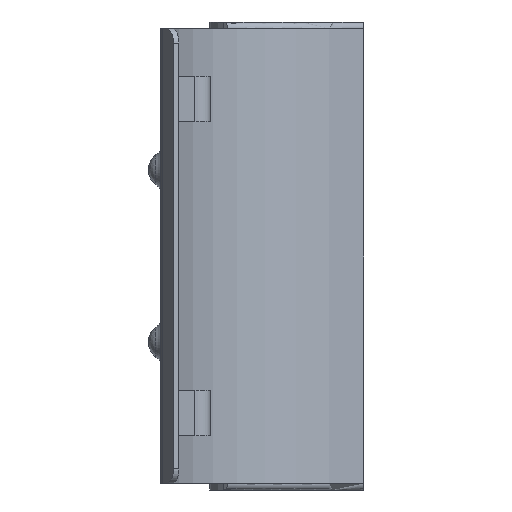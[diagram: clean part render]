
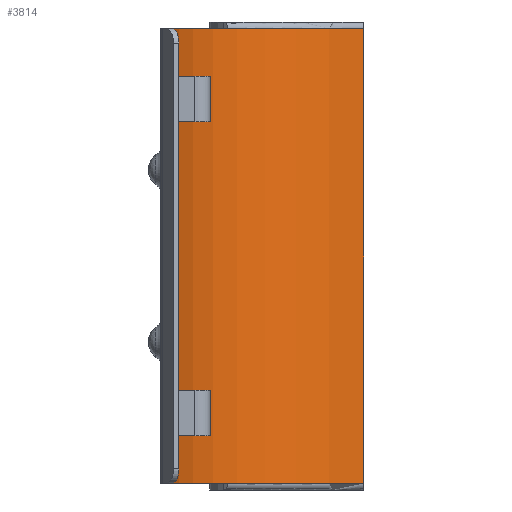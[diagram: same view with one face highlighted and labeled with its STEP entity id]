
A CAD part, left-side view. The second image highlights one B-rep face of the part: STEP entity #3814.
In plain terms, the highlighted cylindrical face has radius 38.8 mm (diameter 77.6 mm), a partial arc.
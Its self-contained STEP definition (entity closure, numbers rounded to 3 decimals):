
#82 = ORIENTED_EDGE ( 'NONE', *, *, #4040, .T. ) ;
#439 = EDGE_CURVE ( 'NONE', #895, #2954, #465, .T. ) ;
#465 = CIRCLE ( 'NONE', #3341, 38.8 ) ;
#541 = DIRECTION ( 'NONE',  ( 1., 0., 0. ) ) ;
#767 = ORIENTED_EDGE ( 'NONE', *, *, #439, .T. ) ;
#895 = VERTEX_POINT ( 'NONE', #3777 ) ;
#1154 = EDGE_CURVE ( 'NONE', #2113, #1952, #4108, .T. ) ;
#1254 = FACE_OUTER_BOUND ( 'NONE', #2638, .T. ) ;
#1370 = CARTESIAN_POINT ( 'NONE',  ( 180.134, -37.499, 45. ) ) ;
#1419 = VECTOR ( 'NONE', #4499, 1000. ) ;
#1658 = DIRECTION ( 'NONE',  ( 0., 0., -1. ) ) ;
#1690 = AXIS2_PLACEMENT_3D ( 'NONE', #2436, #1658, #3243 ) ;
#1828 = CARTESIAN_POINT ( 'NONE',  ( 141.334, -37.499, -44.9 ) ) ;
#1854 = AXIS2_PLACEMENT_3D ( 'NONE', #2859, #2516, #541 ) ;
#1865 = CARTESIAN_POINT ( 'NONE',  ( 141.334, 1.301, 45. ) ) ;
#1922 = CARTESIAN_POINT ( 'NONE',  ( 180.134, -37.499, 44.9 ) ) ;
#1936 = CARTESIAN_POINT ( 'NONE',  ( 180.134, -37.499, -44.9 ) ) ;
#1952 = VERTEX_POINT ( 'NONE', #3403 ) ;
#2113 = VERTEX_POINT ( 'NONE', #1922 ) ;
#2186 = DIRECTION ( 'NONE',  ( 0., 0., -1. ) ) ;
#2436 = CARTESIAN_POINT ( 'NONE',  ( 141.334, -37.499, 45. ) ) ;
#2516 = DIRECTION ( 'NONE',  ( 0., 0., 1. ) ) ;
#2588 = DIRECTION ( 'NONE',  ( 0., 0., -1. ) ) ;
#2638 = EDGE_LOOP ( 'NONE', ( #82, #767, #3608, #3619 ) ) ;
#2859 = CARTESIAN_POINT ( 'NONE',  ( 141.334, -37.499, 44.9 ) ) ;
#2872 = LINE ( 'NONE', #1370, #1419 ) ;
#2954 = VERTEX_POINT ( 'NONE', #1936 ) ;
#3243 = DIRECTION ( 'NONE',  ( -1., 0., 0. ) ) ;
#3341 = AXIS2_PLACEMENT_3D ( 'NONE', #1828, #2186, #3754 ) ;
#3403 = CARTESIAN_POINT ( 'NONE',  ( 141.334, 1.301, 44.9 ) ) ;
#3608 = ORIENTED_EDGE ( 'NONE', *, *, #4340, .F. ) ;
#3619 = ORIENTED_EDGE ( 'NONE', *, *, #1154, .T. ) ;
#3754 = DIRECTION ( 'NONE',  ( -1., 0., 0. ) ) ;
#3777 = CARTESIAN_POINT ( 'NONE',  ( 141.334, 1.301, -44.9 ) ) ;
#3814 = ADVANCED_FACE ( 'NONE', ( #1254 ), #4430, .F. ) ;
#4040 = EDGE_CURVE ( 'NONE', #1952, #895, #4999, .T. ) ;
#4108 = CIRCLE ( 'NONE', #1854, 38.8 ) ;
#4340 = EDGE_CURVE ( 'NONE', #2113, #2954, #2872, .T. ) ;
#4430 = CYLINDRICAL_SURFACE ( 'NONE', #1690, 38.8 ) ;
#4499 = DIRECTION ( 'NONE',  ( 0., 0., -1. ) ) ;
#4502 = VECTOR ( 'NONE', #2588, 1000. ) ;
#4999 = LINE ( 'NONE', #1865, #4502 ) ;
